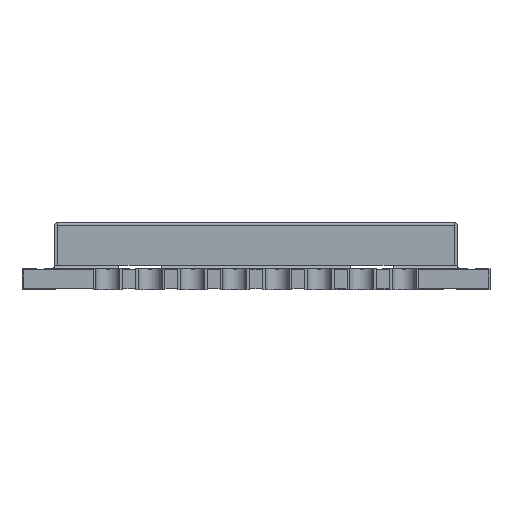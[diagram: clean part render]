
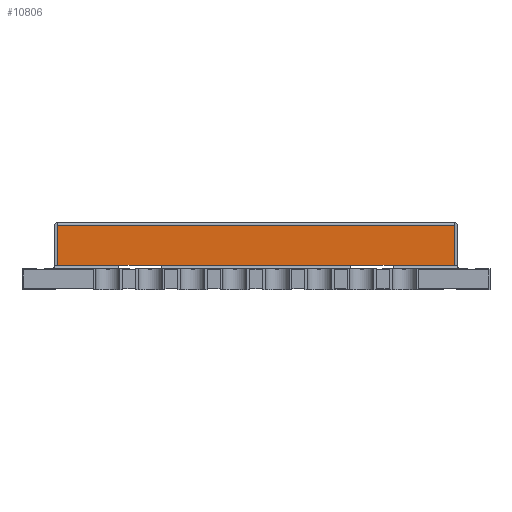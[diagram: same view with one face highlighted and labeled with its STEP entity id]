
A CAD part, front view. The second image highlights one B-rep face of the part: STEP entity #10806.
In plain terms, the highlighted planar face has unit normal (0, -1, 0).
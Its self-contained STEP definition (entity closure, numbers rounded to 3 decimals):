
#290=FACE_OUTER_BOUND('',#841,.T.);
#841=EDGE_LOOP('',(#7251,#7252,#7253,#7254,#7255,#7256,#7257,#7258));
#1541=LINE('',#15123,#2974);
#1559=LINE('',#15169,#2992);
#1567=LINE('',#15194,#3000);
#1572=LINE('',#15204,#3005);
#1573=LINE('',#15206,#3006);
#1574=LINE('',#15207,#3007);
#1575=LINE('',#15208,#3008);
#1576=LINE('',#15209,#3009);
#2974=VECTOR('',#12341,2.899);
#2992=VECTOR('',#12381,9.);
#3000=VECTOR('',#12403,2.899);
#3005=VECTOR('',#12412,1.898);
#3006=VECTOR('',#12413,18.798);
#3007=VECTOR('',#12414,1.898);
#3008=VECTOR('',#12415,2.);
#3009=VECTOR('',#12416,2.);
#4327=VERTEX_POINT('',#15120);
#4328=VERTEX_POINT('',#15122);
#4344=VERTEX_POINT('',#15165);
#4345=VERTEX_POINT('',#15167);
#4354=VERTEX_POINT('',#15191);
#4355=VERTEX_POINT('',#15193);
#4358=VERTEX_POINT('',#15203);
#4359=VERTEX_POINT('',#15205);
#5423=EDGE_CURVE('',#4327,#4328,#1541,.T.);
#5447=EDGE_CURVE('',#4345,#4344,#1559,.T.);
#5459=EDGE_CURVE('',#4354,#4355,#1567,.T.);
#5464=EDGE_CURVE('',#4327,#4358,#1572,.T.);
#5465=EDGE_CURVE('',#4359,#4358,#1573,.T.);
#5466=EDGE_CURVE('',#4355,#4359,#1574,.T.);
#5467=EDGE_CURVE('',#4344,#4354,#1575,.T.);
#5468=EDGE_CURVE('',#4328,#4345,#1576,.T.);
#7251=ORIENTED_EDGE('',*,*,#5423,.F.);
#7252=ORIENTED_EDGE('',*,*,#5464,.T.);
#7253=ORIENTED_EDGE('',*,*,#5465,.F.);
#7254=ORIENTED_EDGE('',*,*,#5466,.F.);
#7255=ORIENTED_EDGE('',*,*,#5459,.F.);
#7256=ORIENTED_EDGE('',*,*,#5467,.F.);
#7257=ORIENTED_EDGE('',*,*,#5447,.F.);
#7258=ORIENTED_EDGE('',*,*,#5468,.F.);
#9842=PLANE('',#11359);
#10806=ADVANCED_FACE('',(#290),#9842,.T.);
#11359=AXIS2_PLACEMENT_3D('',#15202,#12410,#12411);
#12341=DIRECTION('',(-1.,0.,0.));
#12381=DIRECTION('',(-1.,0.,0.));
#12403=DIRECTION('',(-1.,0.,0.));
#12410=DIRECTION('center_axis',(0.,-1.,0.));
#12411=DIRECTION('ref_axis',(1.,0.,0.));
#12412=DIRECTION('',(0.,0.,1.));
#12413=DIRECTION('',(1.,0.,0.));
#12414=DIRECTION('',(0.,0.,1.));
#12415=DIRECTION('',(-1.,0.,0.));
#12416=DIRECTION('',(-1.,0.,0.));
#15120=CARTESIAN_POINT('',(9.399,-15.391,1.1));
#15122=CARTESIAN_POINT('',(6.5,-15.391,1.1));
#15123=CARTESIAN_POINT('',(-0.687,-15.391,1.1));
#15165=CARTESIAN_POINT('',(-4.5,-15.391,1.1));
#15167=CARTESIAN_POINT('',(4.5,-15.391,1.1));
#15169=CARTESIAN_POINT('',(-4.7,-15.391,1.1));
#15191=CARTESIAN_POINT('',(-6.5,-15.391,1.1));
#15193=CARTESIAN_POINT('',(-9.399,-15.391,1.1));
#15194=CARTESIAN_POINT('',(-8.712,-15.391,1.1));
#15202=CARTESIAN_POINT('Origin',(-9.399,-15.391,1.1));
#15203=CARTESIAN_POINT('',(9.399,-15.391,2.998));
#15204=CARTESIAN_POINT('',(9.399,-15.391,1.1));
#15205=CARTESIAN_POINT('',(-9.399,-15.391,2.998));
#15206=CARTESIAN_POINT('',(-4.7,-15.391,2.998));
#15207=CARTESIAN_POINT('',(-9.399,-15.391,1.1));
#15208=CARTESIAN_POINT('',(9.399,-15.391,1.1));
#15209=CARTESIAN_POINT('',(9.399,-15.391,1.1));
